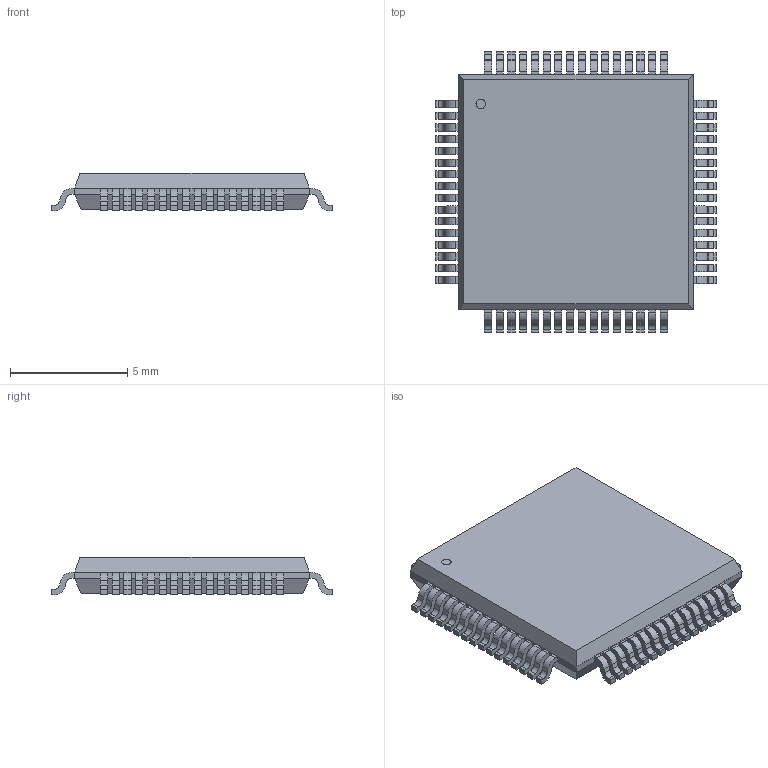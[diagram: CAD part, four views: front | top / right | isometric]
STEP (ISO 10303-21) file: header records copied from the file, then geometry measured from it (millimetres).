
FILE_DESCRIPTION(/* description */ ('STEP AP214'),/* implementation_level */ '2;1');
FILE_NAME(/* name */ 'STM32F205RCT6.stp',/* time_stamp */ '2020-11-19T10:17:15-04:00',/* author */ ('lvasquez'),/* organization */ (''),/* preprocessor_version */ 'ST-DEVELOPER v17',/* originating_system */ 'Autodesk Inventor 2019',/* authorisation */ '');
FILE_SCHEMA (('AUTOMOTIVE_DESIGN { 1 0 10303 214 3 1 1 }'));
Length unit declared in the file: millimetre
Products named in the file (1): LQFP64-10x10mm
Bounding box: 11.99 x 11.99 x 1.6 mm (x, y, z)
Volume: 155.2 mm3; surface area: 350.4 mm2
Topology: 66 solids, 66 shells, 913 faces, 2335 edges, 1554 vertices
Faces by surface type: plane 656, cylinder 257
Full cylindrical faces by diameter (mm): 0.4 x1
Entity records: 27534 total; most frequent: CARTESIAN_POINT 4803, DIRECTION 4677, ORIENTED_EDGE 4670, EDGE_CURVE 2335, LINE 1821, VECTOR 1821, VERTEX_POINT 1554, AXIS2_PLACEMENT_3D 1428
